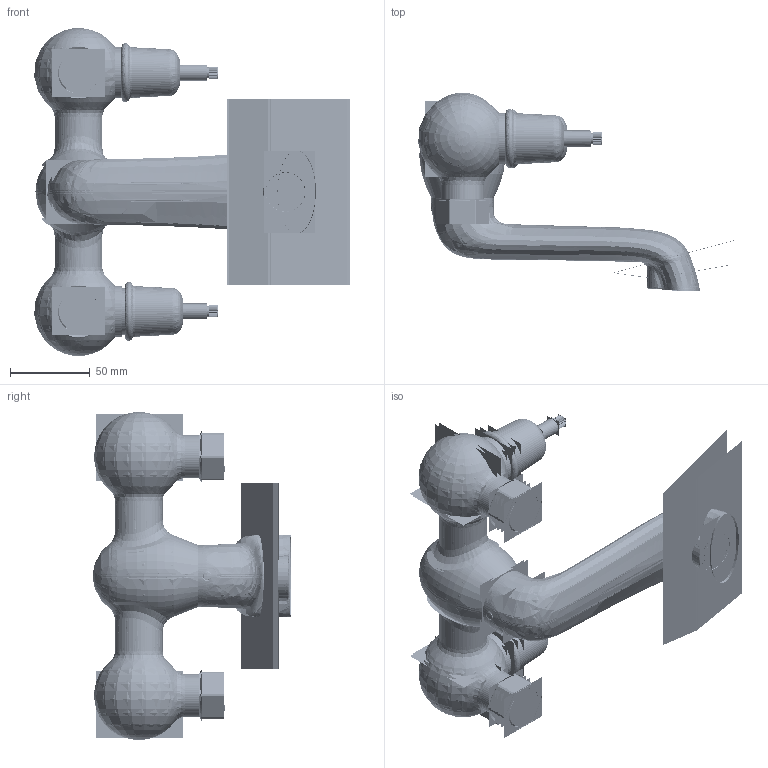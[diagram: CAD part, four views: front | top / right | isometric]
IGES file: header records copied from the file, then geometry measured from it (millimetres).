
Start section:  PTC IGES file: t10.igs
Global section: file name: t10.igs; native system: Creo Parametric by PTC Inc.; preprocessor: 2014500; author: Administrator; organization: Unknown; date: 20210702.135834; units: inch
Bounding box: 198.23 x 124.6 x 206 mm (x, y, z)
Volume: 272083.7 mm3; surface area: 2226990.2 mm2
Topology: 20 solids, 24 shells, 2546 faces, 17035 edges, 24411 vertices
Faces by surface type: revolution 1472, bspline 1074
